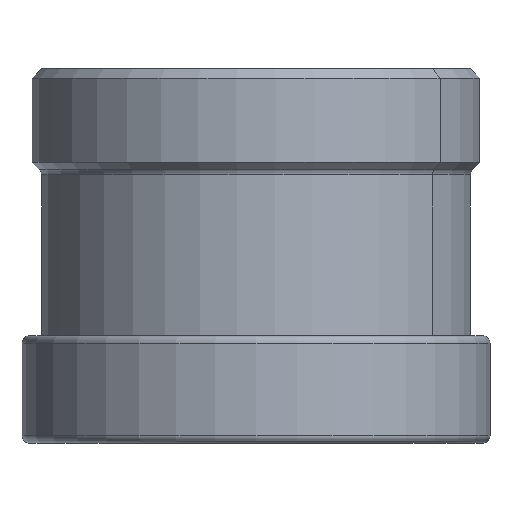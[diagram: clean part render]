
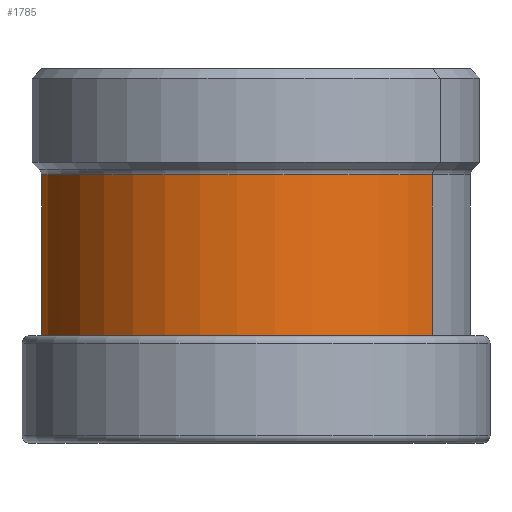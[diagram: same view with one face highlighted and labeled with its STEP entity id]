
A CAD part, left-side view. The second image highlights one B-rep face of the part: STEP entity #1785.
In plain terms, the highlighted cylindrical face has radius 23 mm (diameter 46 mm), a partial arc.
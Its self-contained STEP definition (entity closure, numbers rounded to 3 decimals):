
#742=CARTESIAN_POINT('',(0.,0.,-28.5));
#743=DIRECTION('',(0.,0.,-1.));
#744=DIRECTION('',(-0.574,-0.819,0.));
#745=AXIS2_PLACEMENT_3D('',#742,#743,#744);
#750=DIRECTION('',(0.,0.,1.));
#751=VECTOR('',#750,17.169);
#752=CARTESIAN_POINT('',(13.192,18.84,-28.5));
#753=LINE('',#752,#751);
#757=DIRECTION('',(0.,0.,1.));
#758=VECTOR('',#757,17.169);
#759=CARTESIAN_POINT('',(-13.192,-18.84,-28.5));
#760=LINE('',#759,#758);
#780=CARTESIAN_POINT('',(0.,0.,-11.331));
#781=DIRECTION('',(0.,0.,1.));
#782=DIRECTION('',(0.574,0.819,0.));
#783=AXIS2_PLACEMENT_3D('',#780,#781,#782);
#892=CARTESIAN_POINT('',(13.192,18.84,-11.331));
#894=VERTEX_POINT('',#892);
#934=CARTESIAN_POINT('',(-13.192,-18.84,
-11.331));
#936=VERTEX_POINT('',#934);
#968=CARTESIAN_POINT('',(13.192,18.84,-28.5));
#969=CARTESIAN_POINT('',(-13.192,-18.84,-28.5));
#970=VERTEX_POINT('',#968);
#971=VERTEX_POINT('',#969);
#1773=CARTESIAN_POINT('',(0.,0.,70.458));
#1774=DIRECTION('',(0.,0.,-1.));
#1775=DIRECTION('',(-0.574,-0.819,0.));
#1776=AXIS2_PLACEMENT_3D('',#1773,#1774,#1775);
#1777=CYLINDRICAL_SURFACE('',#1776,23.);
#1778=ORIENTED_EDGE('',*,*,#1741,.T.);
#1779=ORIENTED_EDGE('',*,*,#1768,.T.);
#1781=ORIENTED_EDGE('',*,*,#1780,.T.);
#1782=ORIENTED_EDGE('',*,*,#1764,.F.);
#1783=EDGE_LOOP('',(#1778,#1779,#1781,#1782));
#1784=FACE_OUTER_BOUND('',#1783,.F.);
#746=CIRCLE('',#745,23.);
#784=CIRCLE('',#783,23.);
#1741=EDGE_CURVE('',#971,#970,#746,.T.);
#1764=EDGE_CURVE('',#971,#936,#760,.T.);
#1768=EDGE_CURVE('',#970,#894,#753,.T.);
#1780=EDGE_CURVE('',#894,#936,#784,.T.);
#1785=ADVANCED_FACE('',(#1784),#1777,.T.);
